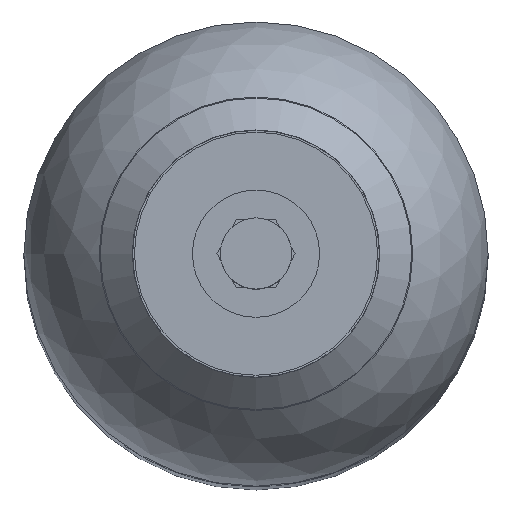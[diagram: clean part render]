
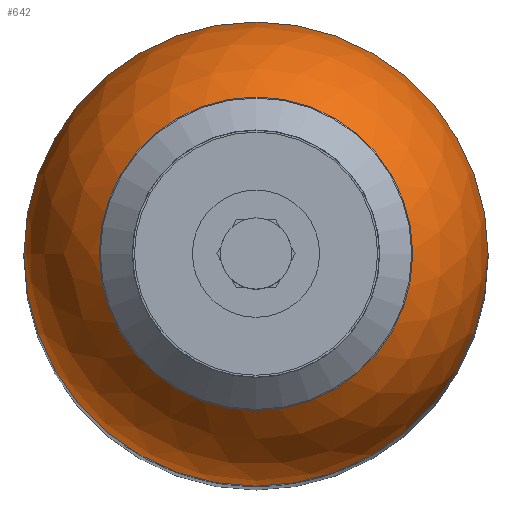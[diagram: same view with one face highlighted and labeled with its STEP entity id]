
A CAD part, top view. The second image highlights one B-rep face of the part: STEP entity #642.
In plain terms, the highlighted spherical face has radius 109.55 mm.
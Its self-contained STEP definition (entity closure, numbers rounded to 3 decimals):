
#642 = ADVANCED_FACE( '', ( #1364, #1365 ), #1366, .T. );
#1364 = FACE_OUTER_BOUND( '', #2162, .T. );
#1365 = FACE_OUTER_BOUND( '', #2163, .T. );
#1366 = SPHERICAL_SURFACE( '', #2164, 109.55 );
#2162 = EDGE_LOOP( '', ( #4366 ) );
#2163 = EDGE_LOOP( '', ( #4367 ) );
#2164 = AXIS2_PLACEMENT_3D( '', #4368, #4369, #4370 );
#4366 = ORIENTED_EDGE( '', *, *, #5582, .F. );
#4367 = ORIENTED_EDGE( '', *, *, #5404, .T. );
#4368 = CARTESIAN_POINT( '', ( 0., 0., 535.687 ) );
#4369 = DIRECTION( '', ( 0., 0., -1. ) );
#4370 = DIRECTION( '', ( -1., 0., 0. ) );
#5404 = EDGE_CURVE( '', #6431, #6431, #6432, .T. );
#5582 = EDGE_CURVE( '', #6661, #6661, #6662, .T. );
#6431 = VERTEX_POINT( '', #9046 );
#6432 = CIRCLE( '', #9047, 30. );
#6661 = VERTEX_POINT( '', #9767 );
#6662 = CIRCLE( '', #9768, 109.55 );
#9046 = CARTESIAN_POINT( '', ( -30., 0., 641.05 ) );
#9047 = AXIS2_PLACEMENT_3D( '', #10736, #10737, #10738 );
#9767 = CARTESIAN_POINT( '', ( -109.55, 0., 535.687 ) );
#9768 = AXIS2_PLACEMENT_3D( '', #10928, #10929, #10930 );
#10736 = CARTESIAN_POINT( '', ( 0., 0., 641.05 ) );
#10737 = DIRECTION( '', ( 0., 0., -1. ) );
#10738 = DIRECTION( '', ( -1., 0., 0. ) );
#10928 = CARTESIAN_POINT( '', ( 0., 0., 535.687 ) );
#10929 = DIRECTION( '', ( 0., 0., -1. ) );
#10930 = DIRECTION( '', ( -1., 0., 0. ) );
